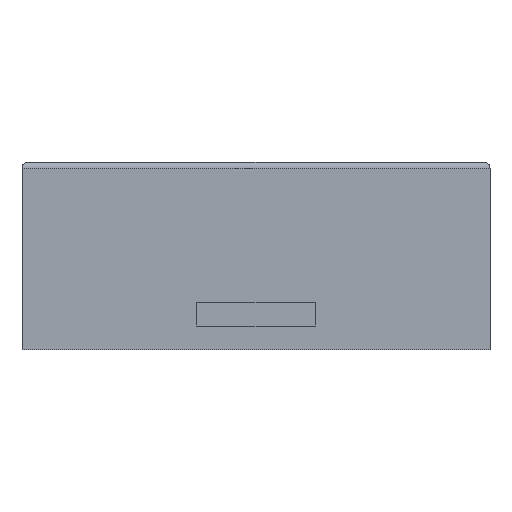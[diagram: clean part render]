
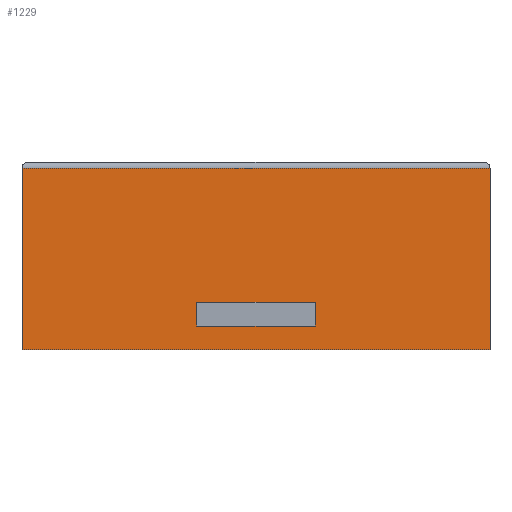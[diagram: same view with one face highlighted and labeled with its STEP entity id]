
A CAD part, front view. The second image highlights one B-rep face of the part: STEP entity #1229.
In plain terms, the highlighted planar face has unit normal (0, -1, 0).
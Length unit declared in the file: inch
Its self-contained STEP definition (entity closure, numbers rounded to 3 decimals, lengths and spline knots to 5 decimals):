
#65=FACE_BOUND('',#250,.T.);
#160=FACE_OUTER_BOUND('',#249,.T.);
#249=EDGE_LOOP('',(#919,#920,#921,#922));
#250=EDGE_LOOP('',(#923,#924,#925,#926));
#356=LINE('',#1885,#461);
#360=LINE('',#1893,#465);
#363=LINE('',#1899,#468);
#366=LINE('',#1904,#471);
#398=LINE('',#1979,#503);
#400=LINE('',#1983,#505);
#401=LINE('',#1985,#506);
#402=LINE('',#1986,#507);
#461=VECTOR('',#1481,0.3937);
#465=VECTOR('',#1487,0.3937);
#468=VECTOR('',#1492,0.3937);
#471=VECTOR('',#1497,0.3937);
#503=VECTOR('',#1567,0.3937);
#505=VECTOR('',#1571,0.3937);
#506=VECTOR('',#1572,0.3937);
#507=VECTOR('',#1573,0.3937);
#562=VERTEX_POINT('',#1883);
#563=VERTEX_POINT('',#1884);
#566=VERTEX_POINT('',#1892);
#568=VERTEX_POINT('',#1898);
#589=VERTEX_POINT('',#1963);
#593=VERTEX_POINT('',#1975);
#594=VERTEX_POINT('',#1982);
#595=VERTEX_POINT('',#1984);
#672=EDGE_CURVE('',#562,#563,#356,.T.);
#676=EDGE_CURVE('',#566,#562,#360,.T.);
#679=EDGE_CURVE('',#568,#566,#363,.T.);
#682=EDGE_CURVE('',#563,#568,#366,.T.);
#718=EDGE_CURVE('',#589,#593,#398,.T.);
#720=EDGE_CURVE('',#594,#589,#400,.T.);
#721=EDGE_CURVE('',#595,#594,#401,.T.);
#722=EDGE_CURVE('',#595,#593,#402,.T.);
#919=ORIENTED_EDGE('',*,*,#718,.F.);
#920=ORIENTED_EDGE('',*,*,#720,.F.);
#921=ORIENTED_EDGE('',*,*,#721,.F.);
#922=ORIENTED_EDGE('',*,*,#722,.T.);
#923=ORIENTED_EDGE('',*,*,#672,.T.);
#924=ORIENTED_EDGE('',*,*,#682,.T.);
#925=ORIENTED_EDGE('',*,*,#679,.T.);
#926=ORIENTED_EDGE('',*,*,#676,.T.);
#1169=PLANE('',#1336);
#1229=ADVANCED_FACE('',(#160,#65),#1169,.T.);
#1336=AXIS2_PLACEMENT_3D('',#1981,#1569,#1570);
#1481=DIRECTION('',(-1.,0.,0.));
#1487=DIRECTION('',(0.,0.,-1.));
#1492=DIRECTION('',(1.,0.,0.));
#1497=DIRECTION('',(0.,0.,1.));
#1567=DIRECTION('',(1.,0.,0.));
#1569=DIRECTION('center_axis',(0.,-1.,0.));
#1570=DIRECTION('ref_axis',(1.,0.,0.));
#1571=DIRECTION('',(0.,0.,1.));
#1572=DIRECTION('',(-1.,0.,0.));
#1573=DIRECTION('',(0.,0.,1.));
#1883=CARTESIAN_POINT('',(0.5,-1.96851,0.2));
#1884=CARTESIAN_POINT('',(-0.5,-1.96851,0.2));
#1885=CARTESIAN_POINT('',(-0.73425,-1.96851,0.2));
#1892=CARTESIAN_POINT('',(0.5,-1.96851,0.4));
#1893=CARTESIAN_POINT('',(0.5,-1.96851,0.2));
#1898=CARTESIAN_POINT('',(-0.5,-1.96851,0.4));
#1899=CARTESIAN_POINT('',(-1.23425,-1.96851,0.4));
#1904=CARTESIAN_POINT('',(-0.5,-1.96851,0.1));
#1963=CARTESIAN_POINT('',(-1.96851,-1.96851,1.52795));
#1975=CARTESIAN_POINT('',(1.96851,-1.96851,1.52795));
#1979=CARTESIAN_POINT('',(-0.98425,-1.96851,1.52795));
#1981=CARTESIAN_POINT('Origin',(-1.96851,-1.96851,0.));
#1982=CARTESIAN_POINT('',(-1.96851,-1.96851,0.));
#1983=CARTESIAN_POINT('',(-1.96851,-1.96851,0.));
#1984=CARTESIAN_POINT('',(1.96851,-1.96851,0.));
#1985=CARTESIAN_POINT('',(1.96851,-1.96851,0.));
#1986=CARTESIAN_POINT('',(1.96851,-1.96851,0.));
